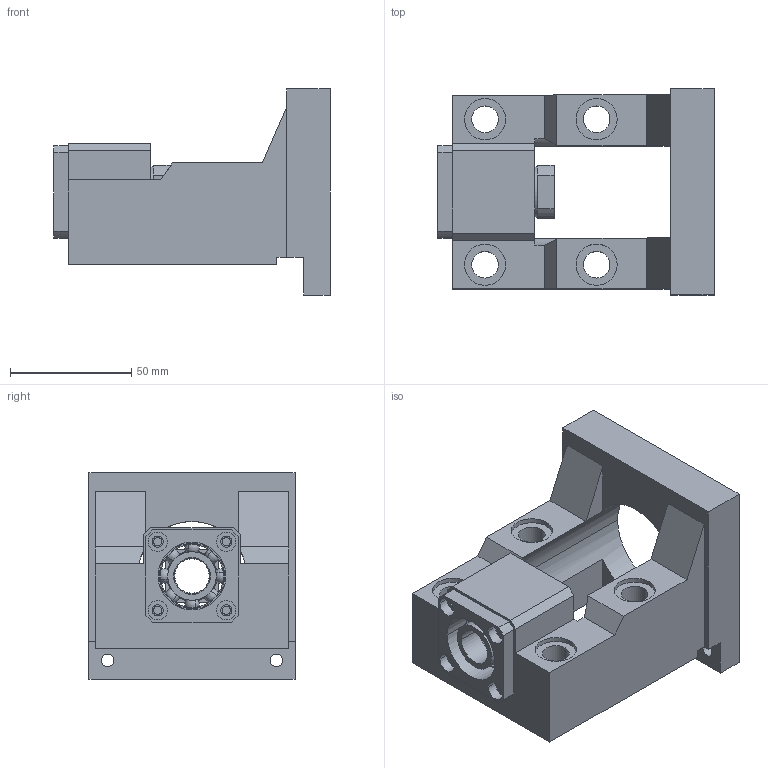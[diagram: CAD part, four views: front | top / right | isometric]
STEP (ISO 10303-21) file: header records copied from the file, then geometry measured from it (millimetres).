
FILE_DESCRIPTION(('CATIA V5 STEP Exchange'),'2;1');
FILE_NAME('TKZB15-85-XT01580030.stp','2019-10-24T15:49:05+00:00',('none'),('none'),'CATIA Version 5 Release 20 GA (IN-10)','CATIA V5 STEP AP203','none');
FILE_SCHEMA(('CONFIG_CONTROL_DESIGN'));
Length unit declared in the file: millimetre
Products named in the file (1): TKZB15-85-XT01580030_AllCATPart
Bounding box: 114 x 85 x 85 mm (x, y, z)
Volume: 260984.4 mm3; surface area: 66478 mm2
Topology: 18 solids, 21 shells, 245 faces, 612 edges, 370 vertices
Faces by surface type: cylinder 108, plane 77, sphere 32, torus 24, cone 4
Entity records: 6214 total; most frequent: ORIENTED_EDGE 1096, CARTESIAN_POINT 1082, DIRECTION 822, EDGE_CURVE 548, AXIS2_PLACEMENT_3D 448, VERTEX_POINT 370, CIRCLE 304, EDGE_LOOP 296
